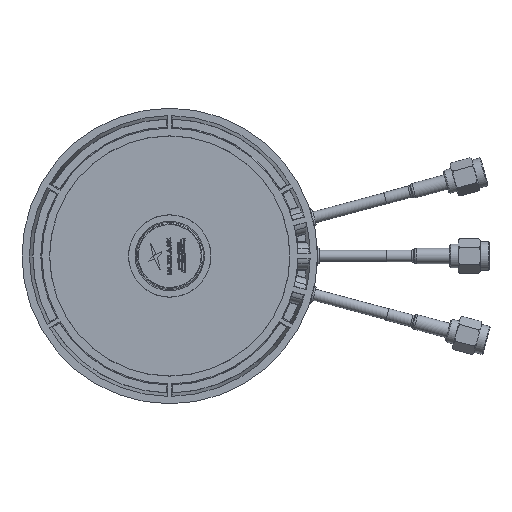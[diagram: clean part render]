
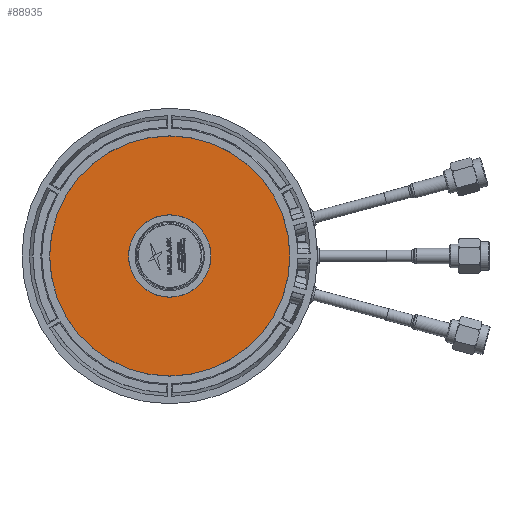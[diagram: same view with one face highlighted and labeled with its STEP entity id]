
A CAD part, front view. The second image highlights one B-rep face of the part: STEP entity #88935.
In plain terms, the highlighted planar face has unit normal (0, -1, 0).
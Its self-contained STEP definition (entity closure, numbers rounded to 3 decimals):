
#3925 = ORIENTED_EDGE ( 'NONE', *, *, #65076, .F. ) ;
#11233 = CARTESIAN_POINT ( 'NONE',  ( 0., 0.5, -32.461 ) ) ;
#16835 = DIRECTION ( 'NONE',  ( 0., -1., 0. ) ) ;
#24990 = VERTEX_POINT ( 'NONE', #93164 ) ;
#33335 = DIRECTION ( 'NONE',  ( 0., 0., -1. ) ) ;
#36554 = AXIS2_PLACEMENT_3D ( 'NONE', #151307, #93052, #33335 ) ;
#44913 = DIRECTION ( 'NONE',  ( 0., 0., -1. ) ) ;
#52657 = ORIENTED_EDGE ( 'NONE', *, *, #71070, .T. ) ;
#55672 = CARTESIAN_POINT ( 'NONE',  ( 0., 0.5, 0. ) ) ;
#65076 = EDGE_CURVE ( 'NONE', #24990, #24990, #121873, .T. ) ;
#71070 = EDGE_CURVE ( 'NONE', #127606, #127606, #81835, .T. ) ;
#81835 = CIRCLE ( 'NONE', #96452, 32.461 ) ;
#83787 = EDGE_LOOP ( 'NONE', ( #52657 ) ) ;
#88935 = ADVANCED_FACE ( 'NONE', ( #137450, #105242 ), #116734, .T. ) ;
#92339 = DIRECTION ( 'NONE',  ( 0., -1., 0. ) ) ;
#93052 = DIRECTION ( 'NONE',  ( 0., -1., 0. ) ) ;
#93164 = CARTESIAN_POINT ( 'NONE',  ( 0., 0.5, -11.142 ) ) ;
#96452 = AXIS2_PLACEMENT_3D ( 'NONE', #111662, #16835, #132422 ) ;
#105242 = FACE_OUTER_BOUND ( 'NONE', #83787, .T. ) ;
#111662 = CARTESIAN_POINT ( 'NONE',  ( 0., 0.5, 0. ) ) ;
#116734 = PLANE ( 'NONE',  #36554 ) ;
#121873 = CIRCLE ( 'NONE', #129138, 11.142 ) ;
#127606 = VERTEX_POINT ( 'NONE', #11233 ) ;
#129138 = AXIS2_PLACEMENT_3D ( 'NONE', #55672, #92339, #44913 ) ;
#132422 = DIRECTION ( 'NONE',  ( 0., 0., -1. ) ) ;
#137450 = FACE_BOUND ( 'NONE', #149724, .T. ) ;
#149724 = EDGE_LOOP ( 'NONE', ( #3925 ) ) ;
#151307 = CARTESIAN_POINT ( 'NONE',  ( 0., 0.5, 0. ) ) ;
